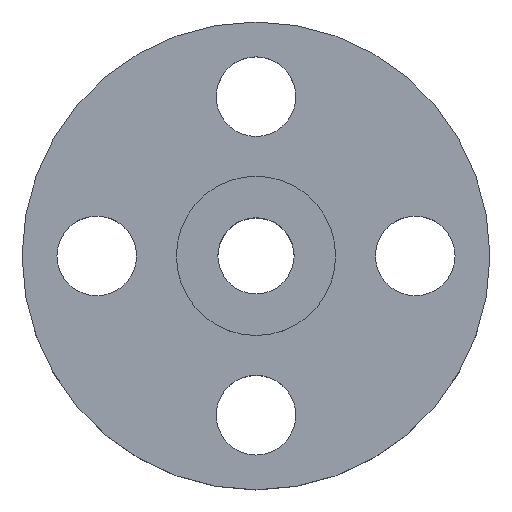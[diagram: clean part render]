
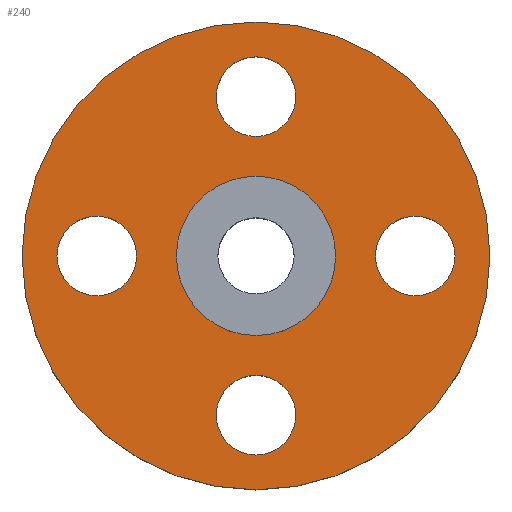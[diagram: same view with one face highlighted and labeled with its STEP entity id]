
A CAD part, top view. The second image highlights one B-rep face of the part: STEP entity #240.
In plain terms, the highlighted planar face has unit normal (0, 0, 1).
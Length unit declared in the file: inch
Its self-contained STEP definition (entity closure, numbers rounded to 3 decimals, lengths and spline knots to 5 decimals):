
#2 = AXIS2_PLACEMENT_3D ( 'NONE', #620, #837, #303 ) ;
#3 = FACE_OUTER_BOUND ( 'NONE', #494, .T. ) ;
#12 = CARTESIAN_POINT ( 'NONE',  ( 0., 1., -0.25 ) ) ;
#14 = DIRECTION ( 'NONE',  ( 0., -1., 0. ) ) ;
#25 = EDGE_CURVE ( 'NONE', #100, #446, #832, .T. ) ;
#31 = DIRECTION ( 'NONE',  ( 0., 1., 0. ) ) ;
#34 = AXIS2_PLACEMENT_3D ( 'NONE', #697, #766, #31 ) ;
#36 = VERTEX_POINT ( 'NONE', #599 ) ;
#38 = ORIENTED_EDGE ( 'NONE', *, *, #438, .T. ) ;
#43 = DIRECTION ( 'NONE',  ( 1., 0., 0. ) ) ;
#58 = ORIENTED_EDGE ( 'NONE', *, *, #25, .F. ) ;
#63 = DIRECTION ( 'NONE',  ( 0., -1., 0. ) ) ;
#75 = CARTESIAN_POINT ( 'NONE',  ( 1., 0., -0.25 ) ) ;
#93 = EDGE_CURVE ( 'NONE', #633, #831, #662, .T. ) ;
#94 = AXIS2_PLACEMENT_3D ( 'NONE', #277, #284, #422 ) ;
#97 = DIRECTION ( 'NONE',  ( 0., 0., 1. ) ) ;
#100 = VERTEX_POINT ( 'NONE', #493 ) ;
#130 = ORIENTED_EDGE ( 'NONE', *, *, #713, .F. ) ;
#133 = CIRCLE ( 'NONE', #636, 1. ) ;
#146 = CIRCLE ( 'NONE', #470, 2.9375 ) ;
#152 = VERTEX_POINT ( 'NONE', #845 ) ;
#154 = CARTESIAN_POINT ( 'NONE',  ( 0., 0., -0.25 ) ) ;
#157 = CARTESIAN_POINT ( 'NONE',  ( 2., 0., -0.25 ) ) ;
#168 = AXIS2_PLACEMENT_3D ( 'NONE', #157, #818, #431 ) ;
#170 = CARTESIAN_POINT ( 'NONE',  ( 0., 0., -0.25 ) ) ;
#176 = ORIENTED_EDGE ( 'NONE', *, *, #380, .F. ) ;
#198 = AXIS2_PLACEMENT_3D ( 'NONE', #355, #617, #14 ) ;
#199 = DIRECTION ( 'NONE',  ( 1., 0., 0. ) ) ;
#208 = VERTEX_POINT ( 'NONE', #546 ) ;
#216 = PLANE ( 'NONE',  #541 ) ;
#226 = ORIENTED_EDGE ( 'NONE', *, *, #372, .F. ) ;
#228 = EDGE_CURVE ( 'NONE', #370, #600, #622, .T. ) ;
#233 = EDGE_CURVE ( 'NONE', #691, #152, #255, .T. ) ;
#240 = ADVANCED_FACE ( 'NONE', ( #415, #602, #589, #808, #671, #3 ), #216, .F. ) ;
#246 = AXIS2_PLACEMENT_3D ( 'NONE', #344, #535, #342 ) ;
#255 = CIRCLE ( 'NONE', #374, 1. ) ;
#257 = VERTEX_POINT ( 'NONE', #398 ) ;
#268 = CARTESIAN_POINT ( 'NONE',  ( 2.5, 0., -0.25 ) ) ;
#269 = ORIENTED_EDGE ( 'NONE', *, *, #233, .F. ) ;
#273 = DIRECTION ( 'NONE',  ( 0., 0., -1. ) ) ;
#277 = CARTESIAN_POINT ( 'NONE',  ( -2., 0., -0.25 ) ) ;
#278 = CARTESIAN_POINT ( 'NONE',  ( -0.5, -2., -0.25 ) ) ;
#284 = DIRECTION ( 'NONE',  ( 0., 0., 1. ) ) ;
#289 = EDGE_CURVE ( 'NONE', #831, #633, #442, .T. ) ;
#296 = EDGE_CURVE ( 'NONE', #152, #691, #133, .T. ) ;
#299 = CIRCLE ( 'NONE', #390, 0.5 ) ;
#303 = DIRECTION ( 'NONE',  ( -1., 0., 0. ) ) ;
#308 = CIRCLE ( 'NONE', #246, 0.5 ) ;
#342 = DIRECTION ( 'NONE',  ( 1., 0., 0. ) ) ;
#344 = CARTESIAN_POINT ( 'NONE',  ( -2., 0., -0.25 ) ) ;
#349 = DIRECTION ( 'NONE',  ( -1., 0., 0. ) ) ;
#355 = CARTESIAN_POINT ( 'NONE',  ( 0., 2., -0.25 ) ) ;
#360 = DIRECTION ( 'NONE',  ( 1., 0., 0. ) ) ;
#361 = CIRCLE ( 'NONE', #575, 0.5 ) ;
#367 = ORIENTED_EDGE ( 'NONE', *, *, #296, .F. ) ;
#370 = VERTEX_POINT ( 'NONE', #439 ) ;
#372 = EDGE_CURVE ( 'NONE', #719, #36, #299, .T. ) ;
#374 = AXIS2_PLACEMENT_3D ( 'NONE', #154, #97, #531 ) ;
#375 = AXIS2_PLACEMENT_3D ( 'NONE', #517, #523, #199 ) ;
#380 = EDGE_CURVE ( 'NONE', #36, #719, #833, .T. ) ;
#381 = EDGE_LOOP ( 'NONE', ( #455, #856 ) ) ;
#388 = CARTESIAN_POINT ( 'NONE',  ( 0., 2., -0.25 ) ) ;
#390 = AXIS2_PLACEMENT_3D ( 'NONE', #619, #756, #760 ) ;
#391 = EDGE_LOOP ( 'NONE', ( #58, #130 ) ) ;
#398 = CARTESIAN_POINT ( 'NONE',  ( -2.9375, 0., -0.25 ) ) ;
#415 = FACE_BOUND ( 'NONE', #391, .T. ) ;
#422 = DIRECTION ( 'NONE',  ( 1., 0., 0. ) ) ;
#425 = CARTESIAN_POINT ( 'NONE',  ( -0.5, 2., -0.25 ) ) ;
#431 = DIRECTION ( 'NONE',  ( -1., 0., 0. ) ) ;
#438 = EDGE_CURVE ( 'NONE', #208, #257, #146, .T. ) ;
#439 = CARTESIAN_POINT ( 'NONE',  ( -1.5, 0., -0.25 ) ) ;
#442 = CIRCLE ( 'NONE', #168, 0.5 ) ;
#446 = VERTEX_POINT ( 'NONE', #425 ) ;
#453 = ORIENTED_EDGE ( 'NONE', *, *, #560, .T. ) ;
#455 = ORIENTED_EDGE ( 'NONE', *, *, #228, .F. ) ;
#470 = AXIS2_PLACEMENT_3D ( 'NONE', #170, #826, #43 ) ;
#493 = CARTESIAN_POINT ( 'NONE',  ( 0.5, 2., -0.25 ) ) ;
#494 = EDGE_LOOP ( 'NONE', ( #38, #453 ) ) ;
#499 = DIRECTION ( 'NONE',  ( 0., 0., 1. ) ) ;
#517 = CARTESIAN_POINT ( 'NONE',  ( 0., 0., -0.25 ) ) ;
#523 = DIRECTION ( 'NONE',  ( 0., 0., 1. ) ) ;
#531 = DIRECTION ( 'NONE',  ( 1., 0., 0. ) ) ;
#535 = DIRECTION ( 'NONE',  ( 0., 0., 1. ) ) ;
#541 = AXIS2_PLACEMENT_3D ( 'NONE', #12, #273, #349 ) ;
#546 = CARTESIAN_POINT ( 'NONE',  ( 2.9375, 0., -0.25 ) ) ;
#554 = CARTESIAN_POINT ( 'NONE',  ( 0., 0., -0.25 ) ) ;
#560 = EDGE_CURVE ( 'NONE', #257, #208, #563, .T. ) ;
#563 = CIRCLE ( 'NONE', #375, 2.9375 ) ;
#575 = AXIS2_PLACEMENT_3D ( 'NONE', #388, #650, #63 ) ;
#577 = EDGE_LOOP ( 'NONE', ( #176, #226 ) ) ;
#589 = FACE_BOUND ( 'NONE', #577, .T. ) ;
#599 = CARTESIAN_POINT ( 'NONE',  ( 0.5, -2., -0.25 ) ) ;
#600 = VERTEX_POINT ( 'NONE', #657 ) ;
#602 = FACE_BOUND ( 'NONE', #768, .T. ) ;
#611 = CARTESIAN_POINT ( 'NONE',  ( 1.5, 0., -0.25 ) ) ;
#617 = DIRECTION ( 'NONE',  ( 0., 0., 1. ) ) ;
#619 = CARTESIAN_POINT ( 'NONE',  ( 0., -2., -0.25 ) ) ;
#620 = CARTESIAN_POINT ( 'NONE',  ( 2., 0., -0.25 ) ) ;
#621 = ORIENTED_EDGE ( 'NONE', *, *, #289, .F. ) ;
#622 = CIRCLE ( 'NONE', #94, 0.5 ) ;
#633 = VERTEX_POINT ( 'NONE', #611 ) ;
#636 = AXIS2_PLACEMENT_3D ( 'NONE', #554, #499, #360 ) ;
#650 = DIRECTION ( 'NONE',  ( 0., 0., 1. ) ) ;
#657 = CARTESIAN_POINT ( 'NONE',  ( -2.5, 0., -0.25 ) ) ;
#662 = CIRCLE ( 'NONE', #2, 0.5 ) ;
#671 = FACE_BOUND ( 'NONE', #745, .T. ) ;
#691 = VERTEX_POINT ( 'NONE', #75 ) ;
#697 = CARTESIAN_POINT ( 'NONE',  ( 0., -2., -0.25 ) ) ;
#713 = EDGE_CURVE ( 'NONE', #446, #100, #361, .T. ) ;
#719 = VERTEX_POINT ( 'NONE', #278 ) ;
#745 = EDGE_LOOP ( 'NONE', ( #269, #367 ) ) ;
#752 = EDGE_CURVE ( 'NONE', #600, #370, #308, .T. ) ;
#755 = ORIENTED_EDGE ( 'NONE', *, *, #93, .F. ) ;
#756 = DIRECTION ( 'NONE',  ( 0., 0., 1. ) ) ;
#760 = DIRECTION ( 'NONE',  ( 0., 1., 0. ) ) ;
#766 = DIRECTION ( 'NONE',  ( 0., 0., 1. ) ) ;
#768 = EDGE_LOOP ( 'NONE', ( #621, #755 ) ) ;
#808 = FACE_BOUND ( 'NONE', #381, .T. ) ;
#818 = DIRECTION ( 'NONE',  ( 0., 0., 1. ) ) ;
#826 = DIRECTION ( 'NONE',  ( 0., 0., 1. ) ) ;
#831 = VERTEX_POINT ( 'NONE', #268 ) ;
#832 = CIRCLE ( 'NONE', #198, 0.5 ) ;
#833 = CIRCLE ( 'NONE', #34, 0.5 ) ;
#837 = DIRECTION ( 'NONE',  ( 0., 0., 1. ) ) ;
#845 = CARTESIAN_POINT ( 'NONE',  ( -1., 0., -0.25 ) ) ;
#856 = ORIENTED_EDGE ( 'NONE', *, *, #752, .F. ) ;
